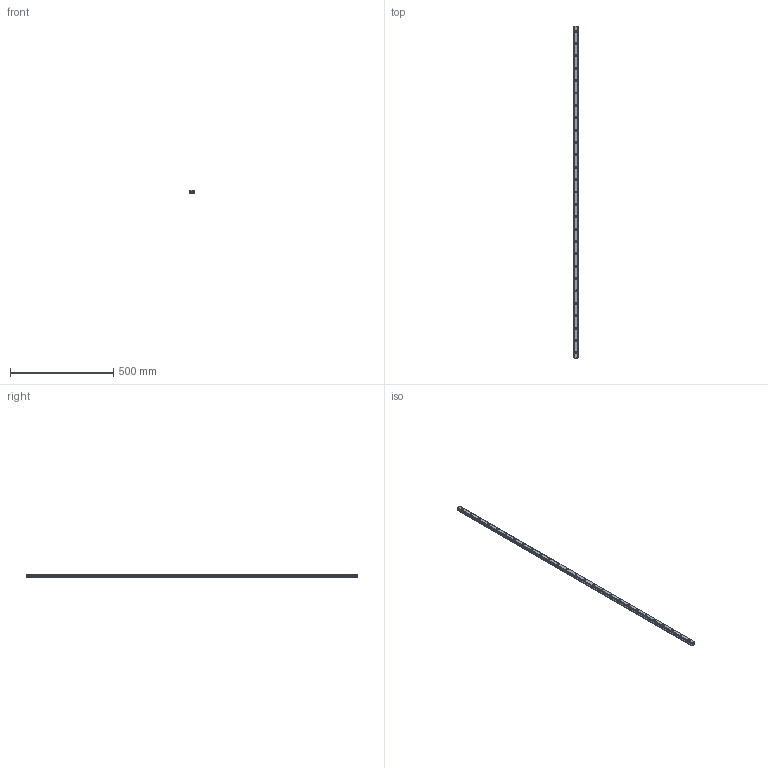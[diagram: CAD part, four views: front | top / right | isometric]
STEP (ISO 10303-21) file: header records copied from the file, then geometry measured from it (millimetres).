
FILE_DESCRIPTION(('STEP AP214'),'1');
FILE_NAME('cctmp_B5C91011-CD00-439B-8CD5-2D8D1710F430_2020_5_18_15_2_11_289..stp','2020-05-18T13:02:11',('HIWIN GmbH'),('CADClick - www.CADClick.com'),'Spatial InterOp 3D',' ','unknown authorization');
FILE_SCHEMA(('AUTOMOTIVE_DESIGN'));
Length unit declared in the file: millimetre
Products named in the file (1): HGR20R1610H_FILE
Bounding box: 20 x 1610 x 17.5 mm (x, y, z)
Volume: 460149.9 mm3; surface area: 136880 mm2
Topology: 1 solids, 1 shells, 350 faces, 789 edges, 526 vertices
Faces by surface type: cylinder 184, plane 166
Entity records: 12745 total; most frequent: DIRECTION 1859, CARTESIAN_POINT 1666, ORIENTED_EDGE 1578, EDGE_CURVE 789, AXIS2_PLACEMENT_3D 719, VERTEX_POINT 526, EDGE_LOOP 435, LINE 421
